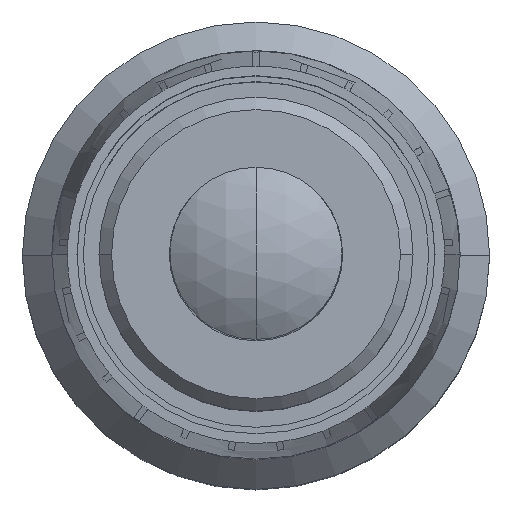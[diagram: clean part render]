
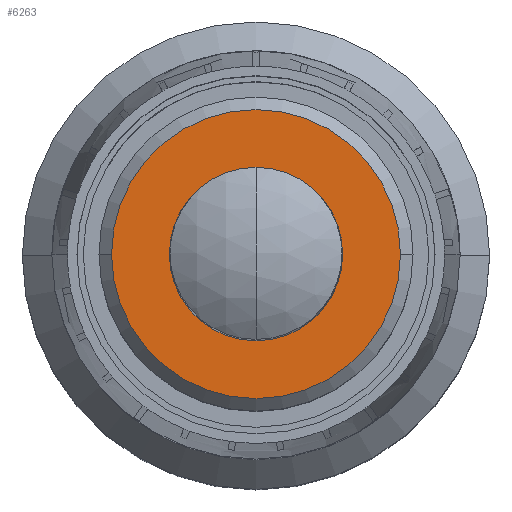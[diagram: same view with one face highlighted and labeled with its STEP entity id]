
A CAD part, top view. The second image highlights one B-rep face of the part: STEP entity #6263.
In plain terms, the highlighted planar face has unit normal (0, 0, 1).
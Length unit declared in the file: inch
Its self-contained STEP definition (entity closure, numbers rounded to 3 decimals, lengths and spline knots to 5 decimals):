
#6202 = EDGE_CURVE ( 'NONE', #6210, #6417, #19744, .T. ) ;
#6210 = VERTEX_POINT ( 'NONE', #19849 ) ;
#6262 = ORIENTED_EDGE ( 'NONE', *, *, #6410, .T. ) ;
#6263 = ADVANCED_FACE ( 'NONE', ( #20204, #20132 ), #20237, .F. ) ;
#6264 = ORIENTED_EDGE ( 'NONE', *, *, #6202, .F. ) ;
#6340 = EDGE_CURVE ( 'NONE', #6414, #6377, #20636, .T. ) ;
#6346 = ORIENTED_EDGE ( 'NONE', *, *, #6340, .T. ) ;
#6375 = EDGE_LOOP ( 'NONE', ( #6264, #6423 ) ) ;
#6377 = VERTEX_POINT ( 'NONE', #21551 ) ;
#6410 = EDGE_CURVE ( 'NONE', #6377, #6414, #21871, .T. ) ;
#6414 = VERTEX_POINT ( 'NONE', #21778 ) ;
#6417 = VERTEX_POINT ( 'NONE', #21883 ) ;
#6421 = EDGE_CURVE ( 'NONE', #6417, #6210, #21607, .T. ) ;
#6422 = EDGE_LOOP ( 'NONE', ( #6262, #6346 ) ) ;
#6423 = ORIENTED_EDGE ( 'NONE', *, *, #6421, .F. ) ;
#19719 = DIRECTION ( 'NONE',  ( 1., 0., 0. ) ) ;
#19721 = DIRECTION ( 'NONE',  ( 0., 0., 1. ) ) ;
#19722 = CARTESIAN_POINT ( 'NONE',  ( 0., 0., 0.3925 ) ) ;
#19725 = AXIS2_PLACEMENT_3D ( 'NONE', #19722, #19721, #19719 ) ;
#19744 = CIRCLE ( 'NONE', #19725, 0.069 ) ;
#19849 = CARTESIAN_POINT ( 'NONE',  ( 0.069, 0., 0.3925 ) ) ;
#20132 = FACE_OUTER_BOUND ( 'NONE', #6422, .T. ) ;
#20200 = DIRECTION ( 'NONE',  ( -1., 0., 0. ) ) ;
#20202 = DIRECTION ( 'NONE',  ( 0., 0., -1. ) ) ;
#20203 = CARTESIAN_POINT ( 'NONE',  ( 0., 0.069, 0.3925 ) ) ;
#20204 = FACE_BOUND ( 'NONE', #6375, .T. ) ;
#20236 = AXIS2_PLACEMENT_3D ( 'NONE', #20203, #20202, #20200 ) ;
#20237 = PLANE ( 'NONE',  #20236 ) ;
#20631 = DIRECTION ( 'NONE',  ( 1., 0., 0. ) ) ;
#20632 = DIRECTION ( 'NONE',  ( 0., 0., 1. ) ) ;
#20633 = CARTESIAN_POINT ( 'NONE',  ( 0., 0., 0.3925 ) ) ;
#20635 = AXIS2_PLACEMENT_3D ( 'NONE', #20633, #20632, #20631 ) ;
#20636 = CIRCLE ( 'NONE', #20635, 0.115 ) ;
#21551 = CARTESIAN_POINT ( 'NONE',  ( -0.115, 0., 0.3925 ) ) ;
#21583 = DIRECTION ( 'NONE',  ( 1., 0., 0. ) ) ;
#21585 = DIRECTION ( 'NONE',  ( 0., 0., 1. ) ) ;
#21586 = CARTESIAN_POINT ( 'NONE',  ( 0., 0., 0.3925 ) ) ;
#21593 = CARTESIAN_POINT ( 'NONE',  ( 0., 0., 0.3925 ) ) ;
#21607 = CIRCLE ( 'NONE', #21881, 0.069 ) ;
#21727 = DIRECTION ( 'NONE',  ( 1., 0., 0. ) ) ;
#21729 = DIRECTION ( 'NONE',  ( 0., 0., 1. ) ) ;
#21776 = AXIS2_PLACEMENT_3D ( 'NONE', #21586, #21585, #21583 ) ;
#21778 = CARTESIAN_POINT ( 'NONE',  ( 0.115, 0., 0.3925 ) ) ;
#21871 = CIRCLE ( 'NONE', #21776, 0.115 ) ;
#21881 = AXIS2_PLACEMENT_3D ( 'NONE', #21593, #21729, #21727 ) ;
#21883 = CARTESIAN_POINT ( 'NONE',  ( -0.069, 0., 0.3925 ) ) ;
